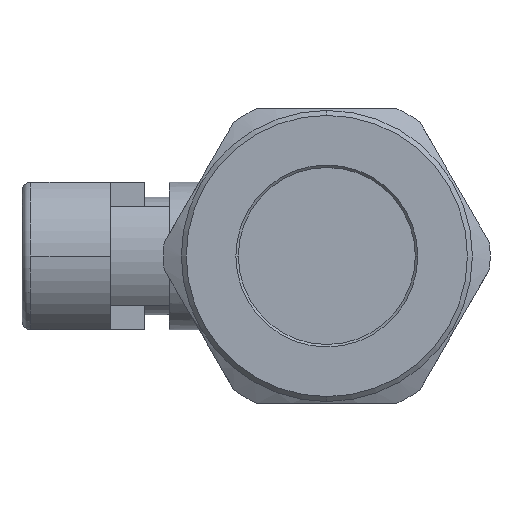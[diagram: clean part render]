
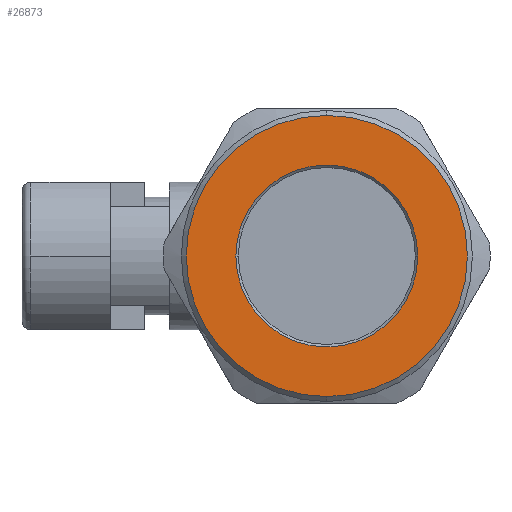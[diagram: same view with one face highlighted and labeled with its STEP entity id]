
A CAD part, left-side view. The second image highlights one B-rep face of the part: STEP entity #26873.
In plain terms, the highlighted planar face has unit normal (-1, 0, 0).
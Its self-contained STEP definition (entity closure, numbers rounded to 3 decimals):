
#3761 = EDGE_LOOP ( 'NONE', ( #43163, #43165 ) ) ;
#3764 = EDGE_LOOP ( 'NONE', ( #43167, #43169 ) ) ;
#8466 = CARTESIAN_POINT ( 'NONE',  ( -33.74, 0., 0. ) ) ;
#8467 = DIRECTION ( 'NONE',  ( -1., 0., 0. ) ) ;
#8468 = DIRECTION ( 'NONE',  ( 0., -1., 0. ) ) ;
#8481 = CARTESIAN_POINT ( 'NONE',  ( -33.74, 0., 0. ) ) ;
#8482 = DIRECTION ( 'NONE',  ( 1., 0., 0. ) ) ;
#8483 = DIRECTION ( 'NONE',  ( 0., 0., -1. ) ) ;
#8854 = CARTESIAN_POINT ( 'NONE',  ( -33.74, 0., 14.3 ) ) ;
#8857 = CARTESIAN_POINT ( 'NONE',  ( -33.74, 0., -14.3 ) ) ;
#8858 = CARTESIAN_POINT ( 'NONE',  ( -33.74, -9.25, 0. ) ) ;
#8859 = CARTESIAN_POINT ( 'NONE',  ( -33.74, 9.25, 0. ) ) ;
#18674 = CIRCLE ( 'NONE', #20518, 14.3 ) ;
#18675 = CIRCLE ( 'NONE', #20519, 9.25 ) ;
#18893 = CIRCLE ( 'NONE', #20560, 9.25 ) ;
#18903 = CIRCLE ( 'NONE', #20563, 14.3 ) ;
#20518 = AXIS2_PLACEMENT_3D ( 'NONE', #27948, #27949, #27950 ) ;
#20519 = AXIS2_PLACEMENT_3D ( 'NONE', #27951, #27952, #27953 ) ;
#20560 = AXIS2_PLACEMENT_3D ( 'NONE', #8466, #8467, #8468 ) ;
#20563 = AXIS2_PLACEMENT_3D ( 'NONE', #8481, #8482, #8483 ) ;
#26873 = ADVANCED_FACE ( 'NONE', ( #30101, #30105 ), #38172, .T. ) ;
#27948 = CARTESIAN_POINT ( 'NONE',  ( -33.74, 0., 0. ) ) ;
#27949 = DIRECTION ( 'NONE',  ( 1., 0., 0. ) ) ;
#27950 = DIRECTION ( 'NONE',  ( 0., 0., -1. ) ) ;
#27951 = CARTESIAN_POINT ( 'NONE',  ( -33.74, 0., 0. ) ) ;
#27952 = DIRECTION ( 'NONE',  ( -1., 0., 0. ) ) ;
#27953 = DIRECTION ( 'NONE',  ( 0., -1., 0. ) ) ;
#30101 = FACE_OUTER_BOUND ( 'NONE', #3761, .T. ) ;
#30105 = FACE_BOUND ( 'NONE', #3764, .T. ) ;
#32524 = AXIS2_PLACEMENT_3D ( 'NONE', #38171, #38170, #38174 ) ;
#34344 = EDGE_CURVE ( 'NONE', #35402, #35408, #18674, .T. ) ;
#34345 = EDGE_CURVE ( 'NONE', #35410, #35412, #18675, .T. ) ;
#34562 = EDGE_CURVE ( 'NONE', #35412, #35410, #18893, .T. ) ;
#34568 = EDGE_CURVE ( 'NONE', #35408, #35402, #18903, .T. ) ;
#35402 = VERTEX_POINT ( 'NONE', #8854 ) ;
#35408 = VERTEX_POINT ( 'NONE', #8857 ) ;
#35410 = VERTEX_POINT ( 'NONE', #8858 ) ;
#35412 = VERTEX_POINT ( 'NONE', #8859 ) ;
#38170 = DIRECTION ( 'NONE',  ( -1., 0., 0. ) ) ;
#38171 = CARTESIAN_POINT ( 'NONE',  ( -33.74, 14.3, 0. ) ) ;
#38172 = PLANE ( 'NONE',  #32524 ) ;
#38174 = DIRECTION ( 'NONE',  ( 0., 0., 1. ) ) ;
#43163 = ORIENTED_EDGE ( 'NONE', *, *, #34568, .F. ) ;
#43165 = ORIENTED_EDGE ( 'NONE', *, *, #34344, .F. ) ;
#43167 = ORIENTED_EDGE ( 'NONE', *, *, #34345, .F. ) ;
#43169 = ORIENTED_EDGE ( 'NONE', *, *, #34562, .F. ) ;
